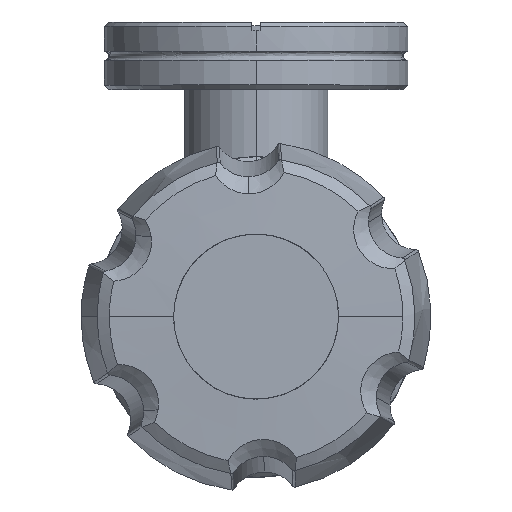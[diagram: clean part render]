
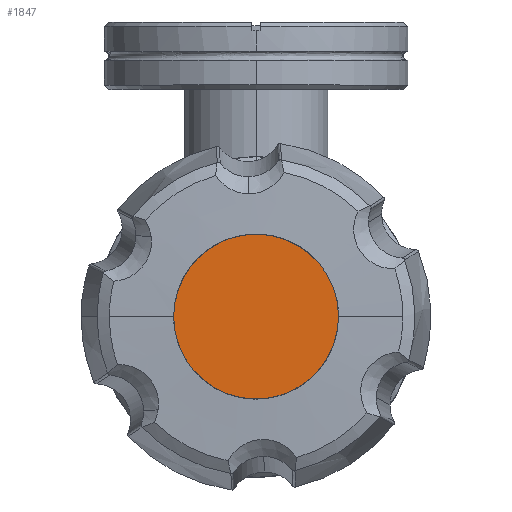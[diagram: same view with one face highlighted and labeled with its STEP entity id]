
A CAD part, top view. The second image highlights one B-rep face of the part: STEP entity #1847.
In plain terms, the highlighted planar face has unit normal (0, 0, 1).
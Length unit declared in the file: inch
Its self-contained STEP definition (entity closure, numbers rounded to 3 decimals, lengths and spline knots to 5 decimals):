
#871 = AXIS2_PLACEMENT_3D ( 'NONE', #5481, #13994, #6702 ) ;
#1821 = DIRECTION ( 'NONE',  ( 0., 0., 1. ) ) ;
#1847 = ADVANCED_FACE ( 'NONE', ( #11651 ), #13754, .T. ) ;
#2938 = CARTESIAN_POINT ( 'NONE',  ( -0.575, 0., 3.60978 ) ) ;
#3352 = AXIS2_PLACEMENT_3D ( 'NONE', #12516, #4991, #14716 ) ;
#4991 = DIRECTION ( 'NONE',  ( 0., 0., 1. ) ) ;
#5481 = CARTESIAN_POINT ( 'NONE',  ( 0., 0., 3.60978 ) ) ;
#5498 = ORIENTED_EDGE ( 'NONE', *, *, #10047, .T. ) ;
#6301 = ORIENTED_EDGE ( 'NONE', *, *, #14579, .T. ) ;
#6702 = DIRECTION ( 'NONE',  ( 1., 0., 0. ) ) ;
#6898 = CIRCLE ( 'NONE', #12740, 0.575 ) ;
#8548 = VERTEX_POINT ( 'NONE', #11621 ) ;
#9092 = CARTESIAN_POINT ( 'NONE',  ( 0., 0., 3.60978 ) ) ;
#9627 = VERTEX_POINT ( 'NONE', #2938 ) ;
#9672 = CIRCLE ( 'NONE', #871, 0.575 ) ;
#10047 = EDGE_CURVE ( 'NONE', #9627, #8548, #9672, .T. ) ;
#10302 = DIRECTION ( 'NONE',  ( 1., 0., 0. ) ) ;
#11621 = CARTESIAN_POINT ( 'NONE',  ( 0.575, 0., 3.60978 ) ) ;
#11651 = FACE_OUTER_BOUND ( 'NONE', #12489, .T. ) ;
#12489 = EDGE_LOOP ( 'NONE', ( #6301, #5498 ) ) ;
#12516 = CARTESIAN_POINT ( 'NONE',  ( -0.25505, 0.13269, 3.60978 ) ) ;
#12740 = AXIS2_PLACEMENT_3D ( 'NONE', #9092, #1821, #10302 ) ;
#13754 = PLANE ( 'NONE',  #3352 ) ;
#13994 = DIRECTION ( 'NONE',  ( 0., 0., 1. ) ) ;
#14579 = EDGE_CURVE ( 'NONE', #8548, #9627, #6898, .T. ) ;
#14716 = DIRECTION ( 'NONE',  ( 1., 0., 0. ) ) ;
